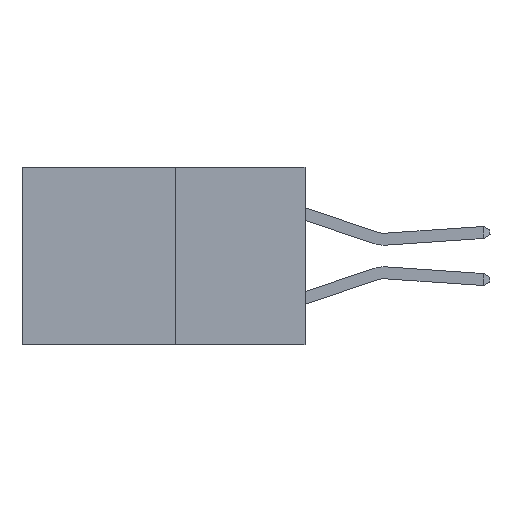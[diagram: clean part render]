
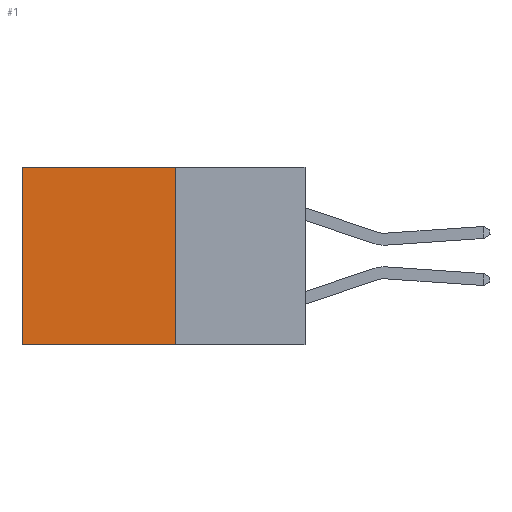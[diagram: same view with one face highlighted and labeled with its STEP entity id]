
A CAD part, left-side view. The second image highlights one B-rep face of the part: STEP entity #1.
In plain terms, the highlighted planar face has unit normal (-1, 0, 0).
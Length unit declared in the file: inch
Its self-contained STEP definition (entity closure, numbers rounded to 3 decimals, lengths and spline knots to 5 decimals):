
#1 = ADVANCED_FACE ( 'NONE', ( #8837 ), #11833, .F. ) ;
#240 = EDGE_CURVE ( 'NONE', #3048, #6059, #1313, .T. ) ;
#822 = CARTESIAN_POINT ( 'NONE',  ( 0.277, 0.27, -0.37 ) ) ;
#891 = CARTESIAN_POINT ( 'NONE',  ( 0.277, 0.27, 0. ) ) ;
#1009 = CARTESIAN_POINT ( 'NONE',  ( 0.277, 0.59, 0. ) ) ;
#1313 = LINE ( 'NONE', #12004, #10605 ) ;
#1369 = ORIENTED_EDGE ( 'NONE', *, *, #13739, .F. ) ;
#2856 = CARTESIAN_POINT ( 'NONE',  ( 0.277, 0.27, 0. ) ) ;
#3048 = VERTEX_POINT ( 'NONE', #1009 ) ;
#3060 = DIRECTION ( 'NONE',  ( 0., 0., -1. ) ) ;
#3966 = CARTESIAN_POINT ( 'NONE',  ( 0.277, 0.27, -0.37 ) ) ;
#4899 = ORIENTED_EDGE ( 'NONE', *, *, #10759, .T. ) ;
#5003 = VERTEX_POINT ( 'NONE', #10475 ) ;
#5514 = VECTOR ( 'NONE', #9097, 39.37008 ) ;
#6059 = VERTEX_POINT ( 'NONE', #8865 ) ;
#6272 = ORIENTED_EDGE ( 'NONE', *, *, #13394, .F. ) ;
#6330 = DIRECTION ( 'NONE',  ( 0., 0., -1. ) ) ;
#6555 = ORIENTED_EDGE ( 'NONE', *, *, #240, .T. ) ;
#6561 = VERTEX_POINT ( 'NONE', #2856 ) ;
#6834 = DIRECTION ( 'NONE',  ( 0., 0., -1. ) ) ;
#7176 = EDGE_LOOP ( 'NONE', ( #6555, #6272, #1369, #4899 ) ) ;
#8837 = FACE_OUTER_BOUND ( 'NONE', #7176, .T. ) ;
#8865 = CARTESIAN_POINT ( 'NONE',  ( 0.277, 0.59, -0.37 ) ) ;
#9097 = DIRECTION ( 'NONE',  ( 0., 1., 0. ) ) ;
#9731 = DIRECTION ( 'NONE',  ( 1., 0., 0. ) ) ;
#9894 = AXIS2_PLACEMENT_3D ( 'NONE', #11672, #9731, #6330 ) ;
#10475 = CARTESIAN_POINT ( 'NONE',  ( 0.277, 0.27, -0.37 ) ) ;
#10605 = VECTOR ( 'NONE', #3060, 39.37008 ) ;
#10759 = EDGE_CURVE ( 'NONE', #6561, #3048, #14380, .T. ) ;
#11122 = VECTOR ( 'NONE', #6834, 39.37008 ) ;
#11510 = LINE ( 'NONE', #822, #11122 ) ;
#11672 = CARTESIAN_POINT ( 'NONE',  ( 0.277, 0.27, -0.37 ) ) ;
#11833 = PLANE ( 'NONE',  #9894 ) ;
#12004 = CARTESIAN_POINT ( 'NONE',  ( 0.277, 0.59, -0.37 ) ) ;
#12075 = DIRECTION ( 'NONE',  ( 0., 1., 0. ) ) ;
#12084 = LINE ( 'NONE', #3966, #15160 ) ;
#13394 = EDGE_CURVE ( 'NONE', #5003, #6059, #12084, .T. ) ;
#13739 = EDGE_CURVE ( 'NONE', #6561, #5003, #11510, .T. ) ;
#14380 = LINE ( 'NONE', #891, #5514 ) ;
#15160 = VECTOR ( 'NONE', #12075, 39.37008 ) ;
